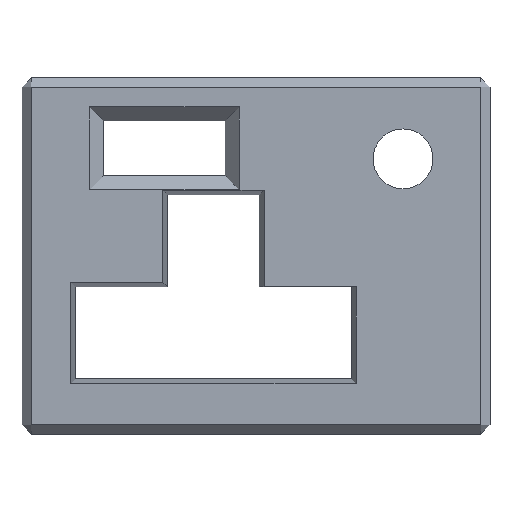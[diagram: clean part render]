
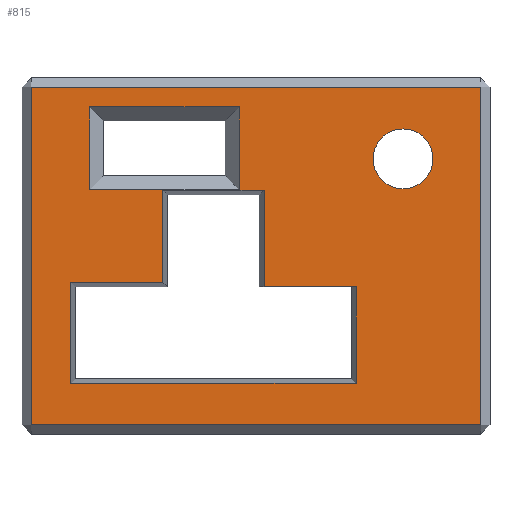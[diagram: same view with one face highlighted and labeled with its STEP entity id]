
A CAD part, top view. The second image highlights one B-rep face of the part: STEP entity #815.
In plain terms, the highlighted planar face has unit normal (0, 0, 1).
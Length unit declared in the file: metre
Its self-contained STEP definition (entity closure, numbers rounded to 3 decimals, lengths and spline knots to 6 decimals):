
#42=LINE('',#1215,#140);
#70=LINE('',#1275,#168);
#71=LINE('',#1278,#169);
#72=LINE('',#1280,#170);
#73=LINE('',#1282,#171);
#74=LINE('',#1283,#172);
#75=LINE('',#1286,#173);
#76=LINE('',#1288,#174);
#77=LINE('',#1290,#175);
#78=LINE('',#1291,#176);
#79=LINE('',#1293,#177);
#80=LINE('',#1295,#178);
#81=LINE('',#1297,#179);
#82=LINE('',#1299,#180);
#83=LINE('',#1301,#181);
#84=LINE('',#1303,#182);
#140=VECTOR('',#970,1.);
#168=VECTOR('',#1022,1.);
#169=VECTOR('',#1023,1.);
#170=VECTOR('',#1024,1.);
#171=VECTOR('',#1025,1.);
#172=VECTOR('',#1026,1.);
#173=VECTOR('',#1027,1.);
#174=VECTOR('',#1028,1.);
#175=VECTOR('',#1029,1.);
#176=VECTOR('',#1030,1.);
#177=VECTOR('',#1031,1.);
#178=VECTOR('',#1032,1.);
#179=VECTOR('',#1033,1.);
#180=VECTOR('',#1034,1.);
#181=VECTOR('',#1035,1.);
#182=VECTOR('',#1036,1.);
#285=ORIENTED_EDGE('',*,*,#491,.T.);
#286=ORIENTED_EDGE('',*,*,#492,.T.);
#287=ORIENTED_EDGE('',*,*,#493,.T.);
#288=ORIENTED_EDGE('',*,*,#494,.T.);
#289=ORIENTED_EDGE('',*,*,#495,.T.);
#290=ORIENTED_EDGE('',*,*,#496,.T.);
#291=ORIENTED_EDGE('',*,*,#497,.T.);
#292=ORIENTED_EDGE('',*,*,#498,.T.);
#293=ORIENTED_EDGE('',*,*,#484,.T.);
#294=ORIENTED_EDGE('',*,*,#461,.T.);
#295=ORIENTED_EDGE('',*,*,#499,.T.);
#296=ORIENTED_EDGE('',*,*,#500,.T.);
#297=ORIENTED_EDGE('',*,*,#501,.T.);
#298=ORIENTED_EDGE('',*,*,#502,.T.);
#299=ORIENTED_EDGE('',*,*,#503,.T.);
#300=ORIENTED_EDGE('',*,*,#504,.T.);
#301=ORIENTED_EDGE('',*,*,#505,.T.);
#461=EDGE_CURVE('',#570,#571,#42,.T.);
#484=EDGE_CURVE('',#586,#586,#618,.T.);
#491=EDGE_CURVE('',#590,#591,#70,.T.);
#492=EDGE_CURVE('',#591,#592,#71,.T.);
#493=EDGE_CURVE('',#592,#593,#72,.T.);
#494=EDGE_CURVE('',#593,#590,#73,.T.);
#495=EDGE_CURVE('',#594,#595,#74,.T.);
#496=EDGE_CURVE('',#595,#596,#75,.T.);
#497=EDGE_CURVE('',#596,#597,#76,.T.);
#498=EDGE_CURVE('',#597,#594,#77,.T.);
#499=EDGE_CURVE('',#571,#598,#78,.T.);
#500=EDGE_CURVE('',#598,#599,#79,.T.);
#501=EDGE_CURVE('',#599,#600,#80,.T.);
#502=EDGE_CURVE('',#600,#601,#81,.T.);
#503=EDGE_CURVE('',#601,#602,#82,.T.);
#504=EDGE_CURVE('',#602,#603,#83,.T.);
#505=EDGE_CURVE('',#603,#570,#84,.T.);
#570=VERTEX_POINT('',#1216);
#571=VERTEX_POINT('',#1217);
#586=VERTEX_POINT('',#1262);
#590=VERTEX_POINT('',#1276);
#591=VERTEX_POINT('',#1277);
#592=VERTEX_POINT('',#1279);
#593=VERTEX_POINT('',#1281);
#594=VERTEX_POINT('',#1284);
#595=VERTEX_POINT('',#1285);
#596=VERTEX_POINT('',#1287);
#597=VERTEX_POINT('',#1289);
#598=VERTEX_POINT('',#1292);
#599=VERTEX_POINT('',#1294);
#600=VERTEX_POINT('',#1296);
#601=VERTEX_POINT('',#1298);
#602=VERTEX_POINT('',#1300);
#603=VERTEX_POINT('',#1302);
#618=CIRCLE('',#883,0.0065);
#643=EDGE_LOOP('',(#285,#286,#287,#288));
#644=EDGE_LOOP('',(#289,#290,#291,#292));
#645=EDGE_LOOP('',(#293));
#646=EDGE_LOOP('',(#294,#295,#296,#297,#298,#299,#300,#301));
#711=FACE_BOUND('',#643,.T.);
#712=FACE_BOUND('',#644,.T.);
#713=FACE_BOUND('',#645,.T.);
#714=FACE_BOUND('',#646,.T.);
#769=PLANE('',#886);
#815=ADVANCED_FACE('',(#711,#712,#713,#714),#769,.T.);
#883=AXIS2_PLACEMENT_3D('',#1261,#1008,#1009);
#886=AXIS2_PLACEMENT_3D('',#1274,#1020,#1021);
#970=DIRECTION('',(1.,0.,0.));
#1008=DIRECTION('',(0.,0.,-1.));
#1009=DIRECTION('',(1.,0.,0.));
#1020=DIRECTION('',(0.,0.,1.));
#1021=DIRECTION('',(1.,0.,0.));
#1022=DIRECTION('',(-1.,0.,0.));
#1023=DIRECTION('',(0.,-1.,0.));
#1024=DIRECTION('',(1.,0.,0.));
#1025=DIRECTION('',(0.,1.,0.));
#1026=DIRECTION('',(0.,-1.,0.));
#1027=DIRECTION('',(-1.,0.,0.));
#1028=DIRECTION('',(0.,1.,0.));
#1029=DIRECTION('',(1.,0.,0.));
#1030=DIRECTION('',(0.,-1.,0.));
#1031=DIRECTION('',(-1.,0.,0.));
#1032=DIRECTION('',(0.,1.,0.));
#1033=DIRECTION('',(1.,0.,0.));
#1034=DIRECTION('',(0.,1.,0.));
#1035=DIRECTION('',(1.,0.,0.));
#1036=DIRECTION('',(0.,-1.,0.));
#1215=CARTESIAN_POINT('',(0.01085,-0.0871,0.005));
#1216=CARTESIAN_POINT('',(0.00185,-0.0871,0.005));
#1217=CARTESIAN_POINT('',(0.02185,-0.0871,0.005));
#1261=CARTESIAN_POINT('',(0.03205,-0.0593,0.005));
#1262=CARTESIAN_POINT('',(0.03855,-0.0593,0.005));
#1274=CARTESIAN_POINT('',(0.0001,-0.0804,0.005));
#1275=CARTESIAN_POINT('',(0.0001,-0.0437,0.005));
#1276=CARTESIAN_POINT('',(0.04895,-0.0437,0.005));
#1277=CARTESIAN_POINT('',(-0.04875,-0.0437,0.005));
#1278=CARTESIAN_POINT('',(-0.04875,-0.0804,0.005));
#1279=CARTESIAN_POINT('',(-0.04875,-0.1171,0.005));
#1280=CARTESIAN_POINT('',(0.05095,-0.1171,0.005));
#1281=CARTESIAN_POINT('',(0.04895,-0.1171,0.005));
#1282=CARTESIAN_POINT('',(0.04895,-0.0417,0.005));
#1283=CARTESIAN_POINT('',(-0.00355,-0.0804,0.005));
#1284=CARTESIAN_POINT('',(-0.00355,-0.048,0.005));
#1285=CARTESIAN_POINT('',(-0.00355,-0.066,0.005));
#1286=CARTESIAN_POINT('',(0.0001,-0.066,0.005));
#1287=CARTESIAN_POINT('',(-0.03605,-0.066,0.005));
#1288=CARTESIAN_POINT('',(-0.03605,-0.0804,0.005));
#1289=CARTESIAN_POINT('',(-0.03605,-0.048,0.005));
#1290=CARTESIAN_POINT('',(0.0001,-0.048,0.005));
#1291=CARTESIAN_POINT('',(0.02185,-0.0804,0.005));
#1292=CARTESIAN_POINT('',(0.02185,-0.1081,0.005));
#1293=CARTESIAN_POINT('',(0.0001,-0.1081,0.005));
#1294=CARTESIAN_POINT('',(-0.04015,-0.1081,0.005));
#1295=CARTESIAN_POINT('',(-0.04015,-0.0871,0.005));
#1296=CARTESIAN_POINT('',(-0.04015,-0.0861,0.005));
#1297=CARTESIAN_POINT('',(-0.01915,-0.0861,0.005));
#1298=CARTESIAN_POINT('',(-0.02015,-0.0861,0.005));
#1299=CARTESIAN_POINT('',(-0.02015,-0.0671,0.005));
#1300=CARTESIAN_POINT('',(-0.02015,-0.0661,0.005));
#1301=CARTESIAN_POINT('',(0.00085,-0.0661,0.005));
#1302=CARTESIAN_POINT('',(0.00185,-0.0661,0.005));
#1303=CARTESIAN_POINT('',(0.00185,-0.0804,0.005));
